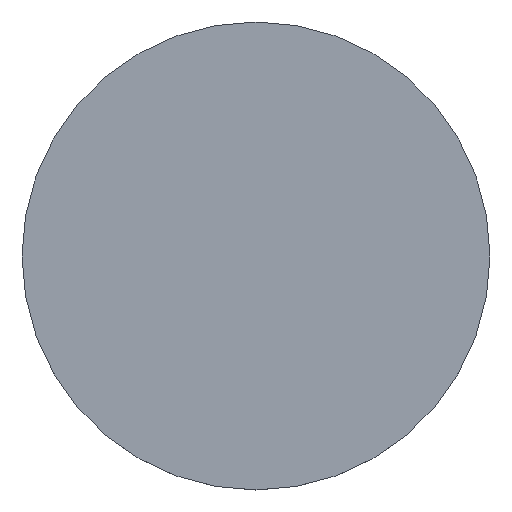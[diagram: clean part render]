
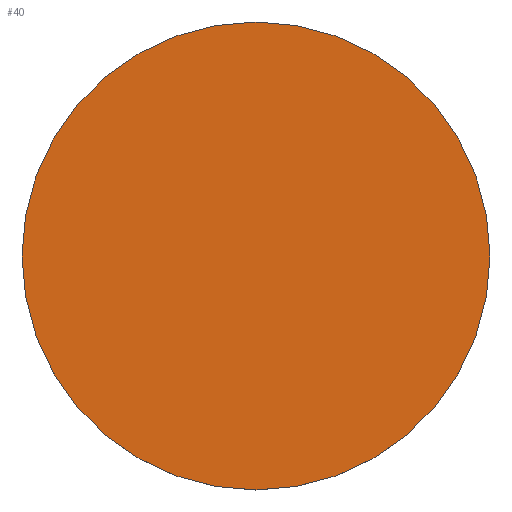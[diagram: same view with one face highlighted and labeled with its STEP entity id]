
A CAD part, top view. The second image highlights one B-rep face of the part: STEP entity #40.
In plain terms, the highlighted planar face has unit normal (0, 0, 1).
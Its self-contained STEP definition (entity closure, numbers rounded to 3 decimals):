
#6 = ORIENTED_EDGE ( 'NONE', *, *, #251, .T. ) ;
#7 = CARTESIAN_POINT ( 'NONE',  ( 0., 0., 35. ) ) ;
#19 = CIRCLE ( 'NONE', #208, 75. ) ;
#24 = CARTESIAN_POINT ( 'NONE',  ( 0., 0., 35. ) ) ;
#29 = DIRECTION ( 'NONE',  ( 0., 0., 1. ) ) ;
#33 = CARTESIAN_POINT ( 'NONE',  ( 0., 0., 35. ) ) ;
#40 = ADVANCED_FACE ( 'NONE', ( #158 ), #73, .T. ) ;
#62 = AXIS2_PLACEMENT_3D ( 'NONE', #33, #29, #87 ) ;
#72 = DIRECTION ( 'NONE',  ( 0., 0., 1. ) ) ;
#73 = PLANE ( 'NONE',  #152 ) ;
#81 = CIRCLE ( 'NONE', #62, 75. ) ;
#87 = DIRECTION ( 'NONE',  ( 1., 0., 0. ) ) ;
#98 = VERTEX_POINT ( 'NONE', #173 ) ;
#135 = ORIENTED_EDGE ( 'NONE', *, *, #248, .T. ) ;
#144 = DIRECTION ( 'NONE',  ( 0., 0., 1. ) ) ;
#145 = EDGE_LOOP ( 'NONE', ( #135, #6 ) ) ;
#152 = AXIS2_PLACEMENT_3D ( 'NONE', #24, #72, #175 ) ;
#158 = FACE_OUTER_BOUND ( 'NONE', #145, .T. ) ;
#161 = DIRECTION ( 'NONE',  ( 1., 0., 0. ) ) ;
#173 = CARTESIAN_POINT ( 'NONE',  ( -75., 0., 35. ) ) ;
#175 = DIRECTION ( 'NONE',  ( 1., 0., 0. ) ) ;
#184 = CARTESIAN_POINT ( 'NONE',  ( 75., 0., 35. ) ) ;
#208 = AXIS2_PLACEMENT_3D ( 'NONE', #7, #144, #161 ) ;
#248 = EDGE_CURVE ( 'NONE', #98, #250, #81, .T. ) ;
#250 = VERTEX_POINT ( 'NONE', #184 ) ;
#251 = EDGE_CURVE ( 'NONE', #250, #98, #19, .T. ) ;
